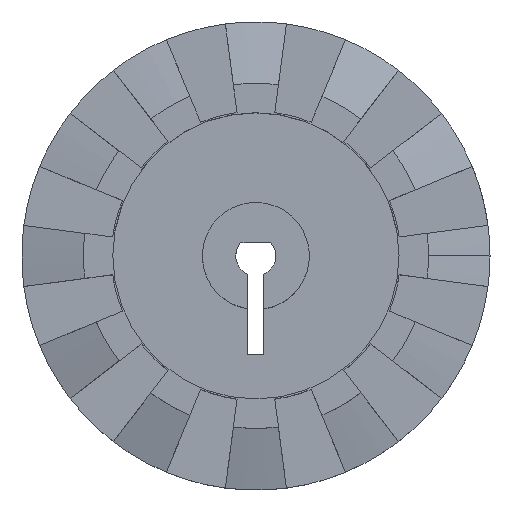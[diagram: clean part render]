
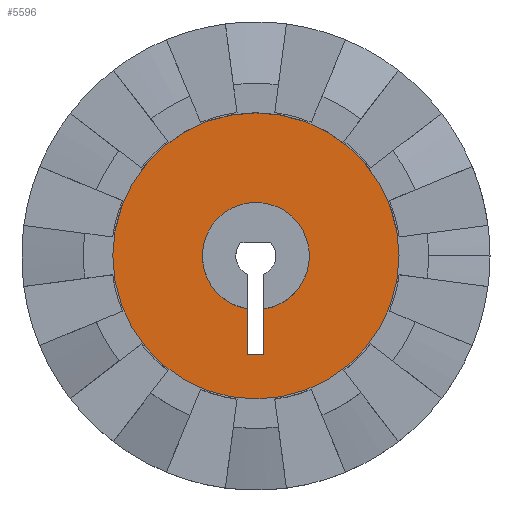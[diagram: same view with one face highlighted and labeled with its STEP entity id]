
A CAD part, top view. The second image highlights one B-rep face of the part: STEP entity #5596.
In plain terms, the highlighted planar face has unit normal (0, 0, 1).
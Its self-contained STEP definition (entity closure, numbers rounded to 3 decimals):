
#5386 = VERTEX_POINT('',#5387);
#5387 = CARTESIAN_POINT('',(-0.6,-7.375,1.5));
#5393 = EDGE_CURVE('',#5394,#5386,#5396,.T.);
#5394 = VERTEX_POINT('',#5395);
#5395 = CARTESIAN_POINT('',(-0.6,-3.955,1.5));
#5396 = LINE('',#5397,#5398);
#5397 = CARTESIAN_POINT('',(-0.6,-0.687,1.5));
#5398 = VECTOR('',#5399,1.);
#5399 = DIRECTION('',(0.,-1.,0.));
#5415 = EDGE_CURVE('',#5386,#5416,#5418,.T.);
#5416 = VERTEX_POINT('',#5417);
#5417 = CARTESIAN_POINT('',(0.6,-7.375,1.5));
#5418 = LINE('',#5419,#5420);
#5419 = CARTESIAN_POINT('',(-0.3,-7.375,1.5));
#5420 = VECTOR('',#5421,1.);
#5421 = DIRECTION('',(1.,0.,0.));
#5450 = VERTEX_POINT('',#5451);
#5451 = CARTESIAN_POINT('',(0.6,-3.955,1.5));
#5457 = EDGE_CURVE('',#5416,#5450,#5458,.T.);
#5458 = LINE('',#5459,#5460);
#5459 = CARTESIAN_POINT('',(0.6,-3.687,1.5));
#5460 = VECTOR('',#5461,1.);
#5461 = DIRECTION('',(0.,1.,0.));
#5575 = EDGE_CURVE('',#5576,#5394,#5578,.T.);
#5576 = VERTEX_POINT('',#5577);
#5577 = CARTESIAN_POINT('',(4.,0.,1.5));
#5578 = CIRCLE('',#5579,4.);
#5579 = AXIS2_PLACEMENT_3D('',#5580,#5581,#5582);
#5580 = CARTESIAN_POINT('',(0.,0.,1.5));
#5581 = DIRECTION('',(0.,0.,1.));
#5582 = DIRECTION('',(1.,0.,0.));
#5596 = ADVANCED_FACE('',(#5597,#5608),#5621,.T.);
#5597 = FACE_BOUND('',#5598,.T.);
#5598 = EDGE_LOOP('',(#5599));
#5599 = ORIENTED_EDGE('',*,*,#5600,.T.);
#5600 = EDGE_CURVE('',#5601,#5601,#5603,.T.);
#5601 = VERTEX_POINT('',#5602);
#5602 = CARTESIAN_POINT('',(10.8,0.,1.5));
#5603 = CIRCLE('',#5604,10.8);
#5604 = AXIS2_PLACEMENT_3D('',#5605,#5606,#5607);
#5605 = CARTESIAN_POINT('',(0.,0.,1.5));
#5606 = DIRECTION('',(0.,0.,1.));
#5607 = DIRECTION('',(1.,0.,0.));
#5608 = FACE_BOUND('',#5609,.T.);
#5609 = EDGE_LOOP('',(#5610,#5611,#5618,#5619,#5620));
#5610 = ORIENTED_EDGE('',*,*,#5575,.F.);
#5611 = ORIENTED_EDGE('',*,*,#5612,.F.);
#5612 = EDGE_CURVE('',#5450,#5576,#5613,.T.);
#5613 = CIRCLE('',#5614,4.);
#5614 = AXIS2_PLACEMENT_3D('',#5615,#5616,#5617);
#5615 = CARTESIAN_POINT('',(0.,0.,1.5));
#5616 = DIRECTION('',(0.,0.,1.));
#5617 = DIRECTION('',(1.,0.,0.));
#5618 = ORIENTED_EDGE('',*,*,#5457,.F.);
#5619 = ORIENTED_EDGE('',*,*,#5415,.F.);
#5620 = ORIENTED_EDGE('',*,*,#5393,.F.);
#5621 = PLANE('',#5622);
#5622 = AXIS2_PLACEMENT_3D('',#5623,#5624,#5625);
#5623 = CARTESIAN_POINT('',(0.,0.,1.5));
#5624 = DIRECTION('',(0.,0.,1.));
#5625 = DIRECTION('',(1.,0.,0.));
